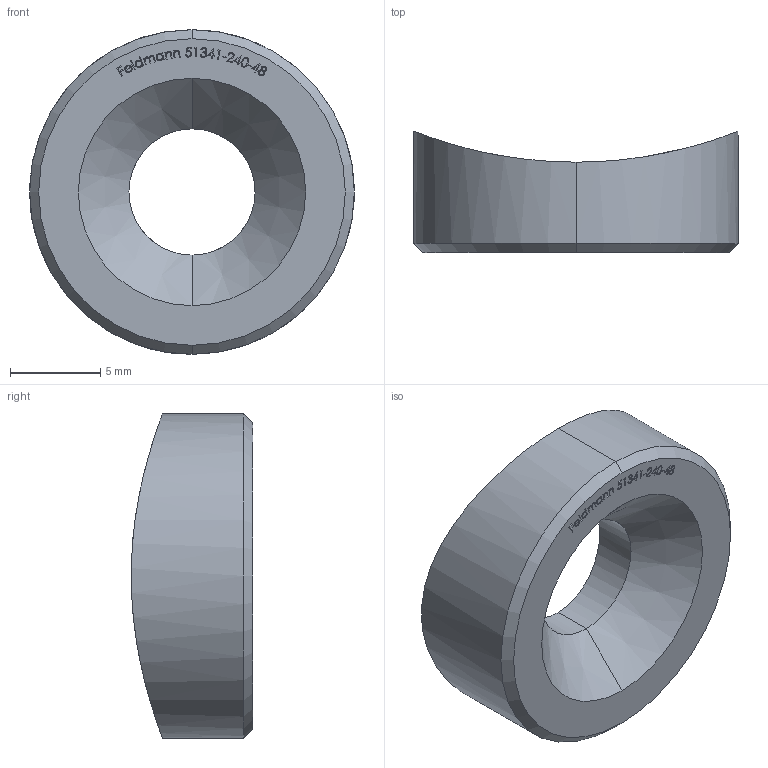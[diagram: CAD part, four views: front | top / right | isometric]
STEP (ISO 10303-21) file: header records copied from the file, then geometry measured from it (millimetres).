
FILE_DESCRIPTION (( 'STEP AP203' ), '1' );
FILE_NAME ('51341-240-48.step', '2021-12-22T12:05:30', ( '' ), ( '' ), 'SwSTEP 2.0', 'SolidWorks 2018', '' );
FILE_SCHEMA (( 'CONFIG_CONTROL_DESIGN' ));
Length unit declared in the file: millimetre
Products named in the file (2): 51341-240-48
Bounding box: 18 x 6.74 x 18 mm (x, y, z)
Volume: 1069.5 mm3; surface area: 859.2 mm2
Topology: 1 solids, 1 shells, 269 faces, 710 edges, 472 vertices
Faces by surface type: plane 158, bspline 102, cylinder 5, cone 4
Entity records: 13935 total; most frequent: CARTESIAN_POINT 7811, ORIENTED_EDGE 1420, DIRECTION 848, EDGE_CURVE 710, VECTOR 494, LINE 494, VERTEX_POINT 472, EDGE_LOOP 300
